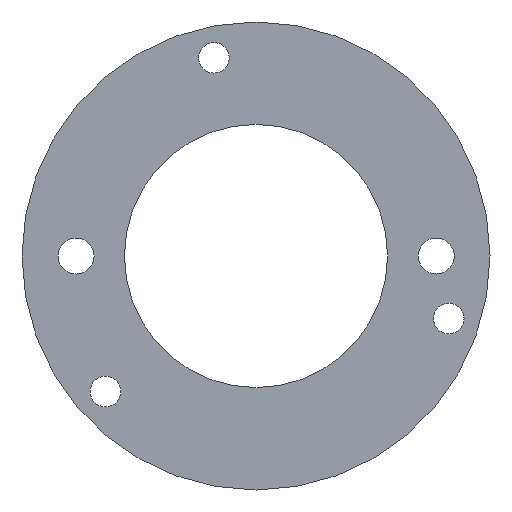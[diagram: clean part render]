
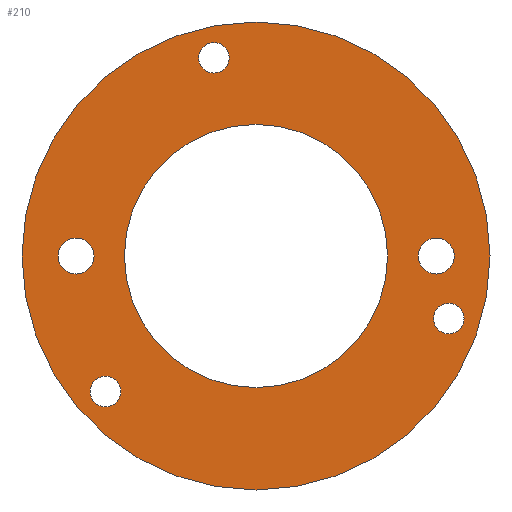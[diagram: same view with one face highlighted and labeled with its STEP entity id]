
A CAD part, front view. The second image highlights one B-rep face of the part: STEP entity #210.
In plain terms, the highlighted planar face has unit normal (0, -1, 0).
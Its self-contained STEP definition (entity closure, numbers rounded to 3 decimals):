
#24=FACE_BOUND('',#56,.T.);
#25=FACE_BOUND('',#57,.T.);
#26=FACE_BOUND('',#58,.T.);
#27=FACE_BOUND('',#59,.T.);
#28=FACE_BOUND('',#60,.T.);
#29=FACE_BOUND('',#61,.T.);
#37=PLANE('',#240);
#42=FACE_OUTER_BOUND('',#55,.T.);
#55=EDGE_LOOP('',(#164));
#56=EDGE_LOOP('',(#165));
#57=EDGE_LOOP('',(#166));
#58=EDGE_LOOP('',(#167));
#59=EDGE_LOOP('',(#168));
#60=EDGE_LOOP('',(#169));
#61=EDGE_LOOP('',(#170));
#97=CIRCLE('',#239,14.625);
#98=CIRCLE('',#241,26.);
#99=CIRCLE('',#242,2.);
#100=CIRCLE('',#243,2.);
#101=CIRCLE('',#244,1.7);
#102=CIRCLE('',#245,1.7);
#103=CIRCLE('',#246,1.7);
#114=VERTEX_POINT('',#342);
#115=VERTEX_POINT('',#346);
#116=VERTEX_POINT('',#348);
#117=VERTEX_POINT('',#350);
#118=VERTEX_POINT('',#352);
#119=VERTEX_POINT('',#354);
#120=VERTEX_POINT('',#356);
#133=EDGE_CURVE('',#114,#114,#97,.T.);
#134=EDGE_CURVE('',#115,#115,#98,.T.);
#135=EDGE_CURVE('',#116,#116,#99,.T.);
#136=EDGE_CURVE('',#117,#117,#100,.T.);
#137=EDGE_CURVE('',#118,#118,#101,.T.);
#138=EDGE_CURVE('',#119,#119,#102,.T.);
#139=EDGE_CURVE('',#120,#120,#103,.T.);
#164=ORIENTED_EDGE('',*,*,#134,.F.);
#165=ORIENTED_EDGE('',*,*,#135,.F.);
#166=ORIENTED_EDGE('',*,*,#136,.F.);
#167=ORIENTED_EDGE('',*,*,#137,.F.);
#168=ORIENTED_EDGE('',*,*,#138,.F.);
#169=ORIENTED_EDGE('',*,*,#139,.F.);
#170=ORIENTED_EDGE('',*,*,#133,.F.);
#210=ADVANCED_FACE('',(#42,#24,#25,#26,#27,#28,#29),#37,.F.);
#239=AXIS2_PLACEMENT_3D('',#344,#278,#279);
#240=AXIS2_PLACEMENT_3D('',#345,#280,#281);
#241=AXIS2_PLACEMENT_3D('',#347,#282,#283);
#242=AXIS2_PLACEMENT_3D('',#349,#284,#285);
#243=AXIS2_PLACEMENT_3D('',#351,#286,#287);
#244=AXIS2_PLACEMENT_3D('',#353,#288,#289);
#245=AXIS2_PLACEMENT_3D('',#355,#290,#291);
#246=AXIS2_PLACEMENT_3D('',#357,#292,#293);
#278=DIRECTION('center_axis',(0.,-1.,0.));
#279=DIRECTION('ref_axis',(1.,0.,0.));
#280=DIRECTION('center_axis',(0.,1.,0.));
#281=DIRECTION('ref_axis',(1.,0.,0.));
#282=DIRECTION('center_axis',(0.,1.,0.));
#283=DIRECTION('ref_axis',(1.,0.,0.));
#284=DIRECTION('center_axis',(0.,-1.,0.));
#285=DIRECTION('ref_axis',(0.,0.,1.));
#286=DIRECTION('center_axis',(0.,-1.,0.));
#287=DIRECTION('ref_axis',(0.,0.,1.));
#288=DIRECTION('center_axis',(0.,-1.,0.));
#289=DIRECTION('ref_axis',(1.,0.,0.));
#290=DIRECTION('center_axis',(0.,-1.,0.));
#291=DIRECTION('ref_axis',(1.,0.,0.));
#292=DIRECTION('center_axis',(0.,-1.,0.));
#293=DIRECTION('ref_axis',(1.,0.,0.));
#342=CARTESIAN_POINT('',(-14.625,0.3,0.));
#344=CARTESIAN_POINT('Origin',(0.,0.3,0.));
#345=CARTESIAN_POINT('Origin',(0.,0.3,0.));
#346=CARTESIAN_POINT('',(-26.,0.3,0.));
#347=CARTESIAN_POINT('Origin',(0.,0.3,0.));
#348=CARTESIAN_POINT('',(20.029,0.3,-2.));
#349=CARTESIAN_POINT('Origin',(20.029,0.3,0.));
#350=CARTESIAN_POINT('',(-19.993,0.3,-2.004));
#351=CARTESIAN_POINT('Origin',(-19.993,0.3,-0.004));
#352=CARTESIAN_POINT('',(19.715,0.3,-6.957));
#353=CARTESIAN_POINT('Origin',(21.415,0.3,-6.957));
#354=CARTESIAN_POINT('',(-6.383,0.3,22.025));
#355=CARTESIAN_POINT('Origin',(-4.683,0.3,22.025));
#356=CARTESIAN_POINT('',(-18.432,0.3,-15.068));
#357=CARTESIAN_POINT('Origin',(-16.732,0.3,-15.068));
